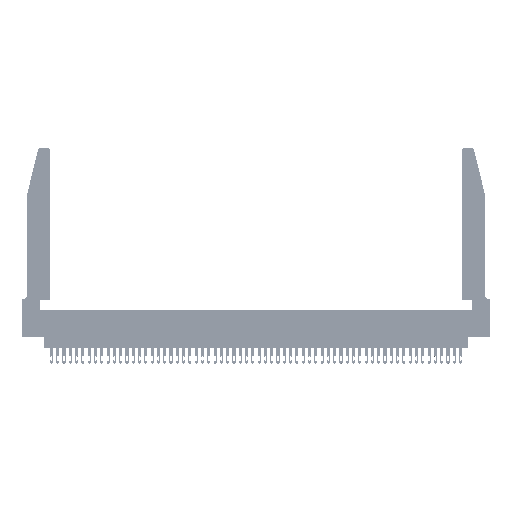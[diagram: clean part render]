
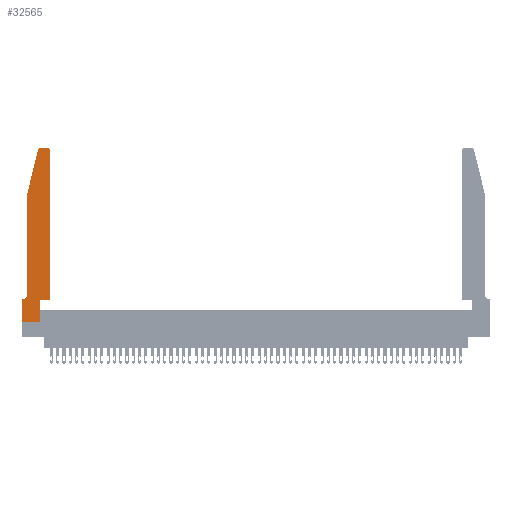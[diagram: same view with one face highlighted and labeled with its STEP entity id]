
A CAD part, top view. The second image highlights one B-rep face of the part: STEP entity #32565.
In plain terms, the highlighted planar face has unit normal (0, 0, 1).
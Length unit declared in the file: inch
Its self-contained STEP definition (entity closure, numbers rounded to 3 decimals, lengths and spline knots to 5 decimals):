
#1239 = ORIENTED_EDGE ( 'NONE', *, *, #20655, .T. ) ;
#1745 = VECTOR ( 'NONE', #3519, 39.37008 ) ;
#1881 = ORIENTED_EDGE ( 'NONE', *, *, #14749, .T. ) ;
#3519 = DIRECTION ( 'NONE',  ( 1., 0., 0. ) ) ;
#3615 = CARTESIAN_POINT ( 'NONE',  ( 0.2865, 0.35, 0.37 ) ) ;
#3748 = EDGE_CURVE ( 'NONE', #35678, #8436, #9231, .T. ) ;
#3835 = DIRECTION ( 'NONE',  ( 0., 0., 1. ) ) ;
#4035 = DIRECTION ( 'NONE',  ( 1., 0., 0. ) ) ;
#4205 = LINE ( 'NONE', #8977, #52595 ) ;
#4736 = DIRECTION ( 'NONE',  ( -1., 0., 0. ) ) ;
#5135 = DIRECTION ( 'NONE',  ( 0., 1., 0. ) ) ;
#6468 = CARTESIAN_POINT ( 'NONE',  ( 0.0755, 2., 0.37 ) ) ;
#7365 = EDGE_CURVE ( 'NONE', #15744, #15652, #42070, .T. ) ;
#8082 = DIRECTION ( 'NONE',  ( 0., -1., 0. ) ) ;
#8215 = VECTOR ( 'NONE', #51571, 39.37008 ) ;
#8436 = VERTEX_POINT ( 'NONE', #35600 ) ;
#8715 = CARTESIAN_POINT ( 'NONE',  ( 0.4505, 0.35, 0.37 ) ) ;
#8977 = CARTESIAN_POINT ( 'NONE',  ( 0.0755, 2., 0.37 ) ) ;
#9231 = LINE ( 'NONE', #35173, #41530 ) ;
#9753 = ORIENTED_EDGE ( 'NONE', *, *, #13087, .T. ) ;
#9972 = DIRECTION ( 'NONE',  ( 0., 0., 1. ) ) ;
#10621 = CARTESIAN_POINT ( 'NONE',  ( 0., 0., 0.37 ) ) ;
#11913 = AXIS2_PLACEMENT_3D ( 'NONE', #40595, #19980, #49798 ) ;
#12224 = VECTOR ( 'NONE', #15968, 39.37008 ) ;
#12659 = CIRCLE ( 'NONE', #44904, 0.03 ) ;
#12679 = LINE ( 'NONE', #49772, #1745 ) ;
#13087 = EDGE_CURVE ( 'NONE', #22449, #30793, #30520, .T. ) ;
#13677 = CARTESIAN_POINT ( 'NONE',  ( 0.0055, 0.35, 0.37 ) ) ;
#13874 = PLANE ( 'NONE',  #35060 ) ;
#14169 = VERTEX_POINT ( 'NONE', #41494 ) ;
#14424 = EDGE_CURVE ( 'NONE', #39915, #39880, #38488, .T. ) ;
#14749 = EDGE_CURVE ( 'NONE', #14868, #33262, #15854, .T. ) ;
#14868 = VERTEX_POINT ( 'NONE', #33647 ) ;
#15275 = LINE ( 'NONE', #35939, #46329 ) ;
#15652 = VERTEX_POINT ( 'NONE', #13677 ) ;
#15744 = VERTEX_POINT ( 'NONE', #43134 ) ;
#15854 = LINE ( 'NONE', #40903, #50142 ) ;
#15937 = CARTESIAN_POINT ( 'NONE',  ( 0.2865, 0.35, 0.37 ) ) ;
#15968 = DIRECTION ( 'NONE',  ( 0., 1., 0. ) ) ;
#17931 = ORIENTED_EDGE ( 'NONE', *, *, #14424, .T. ) ;
#19116 = EDGE_CURVE ( 'NONE', #14169, #22449, #29034, .T. ) ;
#19343 = ORIENTED_EDGE ( 'NONE', *, *, #25562, .T. ) ;
#19540 = ORIENTED_EDGE ( 'NONE', *, *, #7365, .T. ) ;
#19980 = DIRECTION ( 'NONE',  ( 0., 0., 1. ) ) ;
#20578 = FACE_OUTER_BOUND ( 'NONE', #28564, .T. ) ;
#20655 = EDGE_CURVE ( 'NONE', #8436, #39915, #49357, .T. ) ;
#20707 = ORIENTED_EDGE ( 'NONE', *, *, #32551, .T. ) ;
#20890 = DIRECTION ( 'NONE',  ( 0., 0., -1. ) ) ;
#22015 = CARTESIAN_POINT ( 'NONE',  ( 0., 0.35, 0.37 ) ) ;
#22449 = VERTEX_POINT ( 'NONE', #15937 ) ;
#23884 = CARTESIAN_POINT ( 'NONE',  ( 0.25487, 2.72718, 0.37 ) ) ;
#24793 = CARTESIAN_POINT ( 'NONE',  ( 0.4505, 2.72, 0.37 ) ) ;
#25321 = VECTOR ( 'NONE', #4035, 39.37008 ) ;
#25562 = EDGE_CURVE ( 'NONE', #33262, #14169, #12679, .T. ) ;
#26168 = DIRECTION ( 'NONE',  ( 1., 0., 0. ) ) ;
#27249 = VERTEX_POINT ( 'NONE', #24793 ) ;
#28032 = DIRECTION ( 'NONE',  ( -1., 0., 0. ) ) ;
#28564 = EDGE_LOOP ( 'NONE', ( #29292, #1239, #17931, #38984, #19540, #40586, #1881, #19343, #36415, #9753, #20707, #34787 ) ) ;
#29034 = LINE ( 'NONE', #3615, #12224 ) ;
#29292 = ORIENTED_EDGE ( 'NONE', *, *, #3748, .T. ) ;
#30520 = LINE ( 'NONE', #8715, #25321 ) ;
#30793 = VERTEX_POINT ( 'NONE', #52949 ) ;
#32551 = EDGE_CURVE ( 'NONE', #30793, #27249, #49048, .T. ) ;
#32565 = ADVANCED_FACE ( 'NONE', ( #20578 ), #13874, .T. ) ;
#33262 = VERTEX_POINT ( 'NONE', #10621 ) ;
#33647 = CARTESIAN_POINT ( 'NONE',  ( 0., 0.35, 0.37 ) ) ;
#34787 = ORIENTED_EDGE ( 'NONE', *, *, #51938, .T. ) ;
#35060 = AXIS2_PLACEMENT_3D ( 'NONE', #22015, #9972, #26168 ) ;
#35173 = CARTESIAN_POINT ( 'NONE',  ( 0.2605, 2.75, 0.37 ) ) ;
#35600 = CARTESIAN_POINT ( 'NONE',  ( 0.284, 2.75, 0.37 ) ) ;
#35678 = VERTEX_POINT ( 'NONE', #48944 ) ;
#35939 = CARTESIAN_POINT ( 'NONE',  ( 0.0755, 0.35, 0.37 ) ) ;
#36415 = ORIENTED_EDGE ( 'NONE', *, *, #19116, .T. ) ;
#36953 = CARTESIAN_POINT ( 'NONE',  ( 0.0055, 0.42, 0.37 ) ) ;
#37805 = DIRECTION ( 'NONE',  ( 0., -1., 0. ) ) ;
#38037 = VECTOR ( 'NONE', #5135, 39.37008 ) ;
#38488 = LINE ( 'NONE', #6468, #8215 ) ;
#38984 = ORIENTED_EDGE ( 'NONE', *, *, #42913, .T. ) ;
#39880 = VERTEX_POINT ( 'NONE', #51731 ) ;
#39915 = VERTEX_POINT ( 'NONE', #23884 ) ;
#40586 = ORIENTED_EDGE ( 'NONE', *, *, #51317, .T. ) ;
#40595 = CARTESIAN_POINT ( 'NONE',  ( 0.284, 2.72, 0.37 ) ) ;
#40903 = CARTESIAN_POINT ( 'NONE',  ( 0., 0., 0.37 ) ) ;
#40948 = AXIS2_PLACEMENT_3D ( 'NONE', #36953, #20890, #4736 ) ;
#41494 = CARTESIAN_POINT ( 'NONE',  ( 0.2865, 0., 0.37 ) ) ;
#41530 = VECTOR ( 'NONE', #44046, 39.37008 ) ;
#42070 = CIRCLE ( 'NONE', #40948, 0.07 ) ;
#42913 = EDGE_CURVE ( 'NONE', #39880, #15744, #4205, .T. ) ;
#43134 = CARTESIAN_POINT ( 'NONE',  ( 0.0755, 0.42, 0.37 ) ) ;
#44046 = DIRECTION ( 'NONE',  ( -1., 0., 0. ) ) ;
#44234 = DIRECTION ( 'NONE',  ( 1., 0., 0. ) ) ;
#44904 = AXIS2_PLACEMENT_3D ( 'NONE', #53252, #3835, #44234 ) ;
#46329 = VECTOR ( 'NONE', #28032, 39.37008 ) ;
#48944 = CARTESIAN_POINT ( 'NONE',  ( 0.4205, 2.75, 0.37 ) ) ;
#49048 = LINE ( 'NONE', #50404, #38037 ) ;
#49357 = CIRCLE ( 'NONE', #11913, 0.03 ) ;
#49772 = CARTESIAN_POINT ( 'NONE',  ( 0., 0., 0.37 ) ) ;
#49798 = DIRECTION ( 'NONE',  ( 1., 0., 0. ) ) ;
#50142 = VECTOR ( 'NONE', #8082, 39.37008 ) ;
#50404 = CARTESIAN_POINT ( 'NONE',  ( 0.4505, 0.35, 0.37 ) ) ;
#51317 = EDGE_CURVE ( 'NONE', #15652, #14868, #15275, .T. ) ;
#51571 = DIRECTION ( 'NONE',  ( -0.239, -0.971, 0. ) ) ;
#51731 = CARTESIAN_POINT ( 'NONE',  ( 0.0755, 2., 0.37 ) ) ;
#51938 = EDGE_CURVE ( 'NONE', #27249, #35678, #12659, .T. ) ;
#52595 = VECTOR ( 'NONE', #37805, 39.37008 ) ;
#52949 = CARTESIAN_POINT ( 'NONE',  ( 0.4505, 0.35, 0.37 ) ) ;
#53252 = CARTESIAN_POINT ( 'NONE',  ( 0.4205, 2.72, 0.37 ) ) ;
